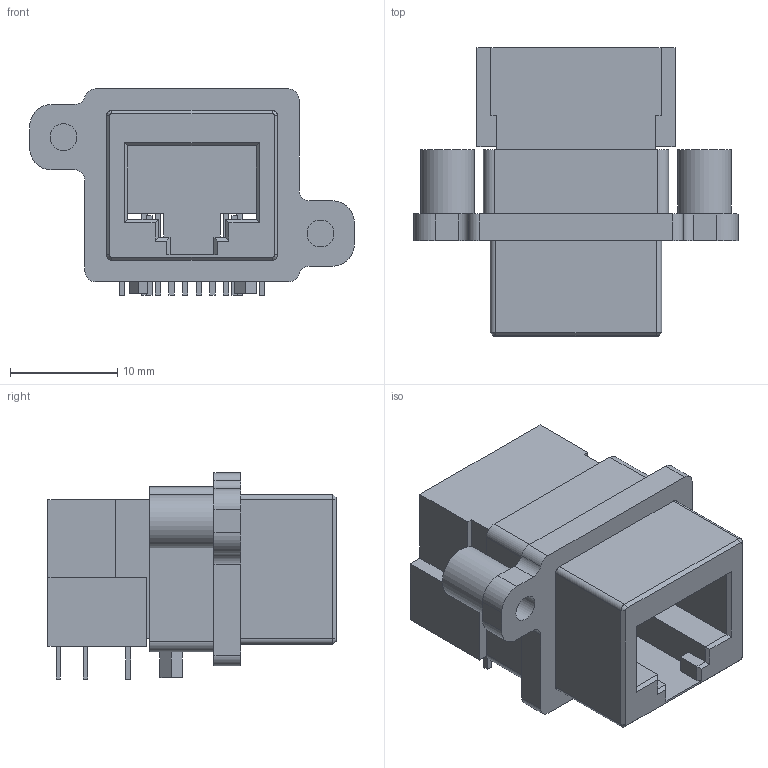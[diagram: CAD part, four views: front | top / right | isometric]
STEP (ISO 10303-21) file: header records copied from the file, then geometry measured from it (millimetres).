
FILE_DESCRIPTION(('FreeCAD Model'),'2;1');
FILE_NAME( 'mrj5381m1.step', '2018-05-08T17:53:00',('kicad StepUp'),('ksu MCAD'), 'Open CASCADE STEP processor 6.5','FreeCAD','Unknown');
FILE_SCHEMA(('AUTOMOTIVE_DESIGN_CC2 { 1 2 10303 214 -1 1 5 4 }'));
Length unit declared in the file: millimetre
Products named in the file (4): ASSEMBLY; Chamfer; Fusion; Cut
Assembly tree (3 placements, depth 2):
  ASSEMBLY
    Chamfer
    Fusion
    Cut
Bounding box: 30.3 x 26.9 x 19.24 mm (x, y, z)
Volume: 4676.5 mm3; surface area: 4823.9 mm2
Topology: 14 solids, 14 shells, 242 faces, 609 edges, 402 vertices
Faces by surface type: plane 214, cylinder 24, cone 4
Full cylindrical faces by diameter (mm): 2.5 x2, 5 x2
Entity records: 7359 total; most frequent: CARTESIAN_POINT 1257, ORIENTED_EDGE 1218, DIRECTION 1153, EDGE_CURVE 609, LINE 557, VECTOR 557, VERTEX_POINT 402, AXIS2_PLACEMENT_3D 298
